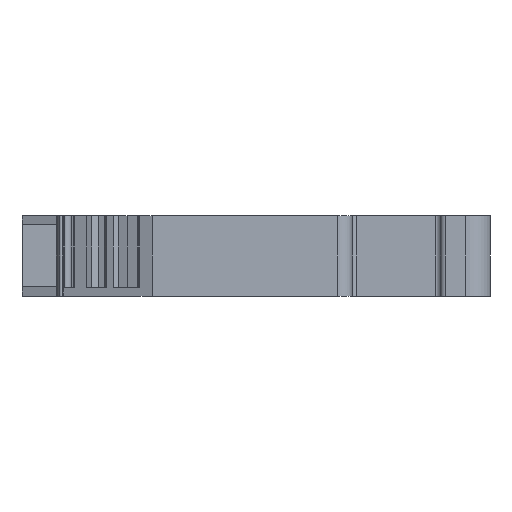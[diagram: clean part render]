
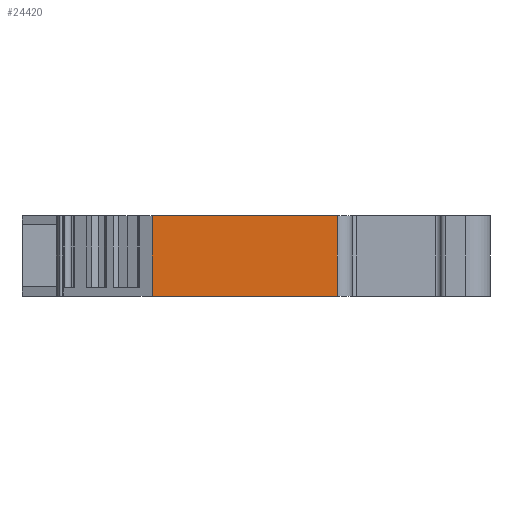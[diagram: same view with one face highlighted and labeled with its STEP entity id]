
A CAD part, left-side view. The second image highlights one B-rep face of the part: STEP entity #24420.
In plain terms, the highlighted planar face has unit normal (-1, 0, 0).
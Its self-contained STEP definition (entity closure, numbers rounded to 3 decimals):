
#7860=CARTESIAN_POINT('',(-48.6,8.5,0.));
#7870=VERTEX_POINT('',#7860);
#7900=CARTESIAN_POINT('',(-48.6,0.,0.));
#7910=DIRECTION('',(0.,-1.,0.));
#7920=VECTOR('',#7910,1.);
#7930=LINE('',#7900,#7920);
#7940=CARTESIAN_POINT('',(-48.6,27.296,0.));
#7950=VERTEX_POINT('',#7940);
#7960=EDGE_CURVE('',#7950,#7870,#7930,.T.);
#13890=CARTESIAN_POINT('',(-48.6,27.296,
-8.2));
#13900=VERTEX_POINT('',#13890);
#13930=CARTESIAN_POINT('',(-48.6,0.,
-8.2));
#13940=DIRECTION('',(0.,1.,0.));
#13950=VECTOR('',#13940,1.);
#13960=LINE('',#13930,#13950);
#13970=CARTESIAN_POINT('',(-48.6,8.5,
-8.2));
#13980=VERTEX_POINT('',#13970);
#13990=EDGE_CURVE('',#13980,#13900,#13960,.T.);
#24150=CARTESIAN_POINT('',(-48.6,27.296,
0.));
#24160=DIRECTION('',(0.,-0.,-1.));
#24170=VECTOR('',#24160,1.);
#24180=LINE('',#24150,#24170);
#24190=EDGE_CURVE('',#7950,#13900,#24180,.T.);
#24260=CARTESIAN_POINT('',(-48.6,8.5,0.));
#24270=DIRECTION('',(1.,0.,0.));
#24280=DIRECTION('',(0.,-1.,0.));
#24290=AXIS2_PLACEMENT_3D('',#24260,#24270,#24280);
#24300=PLANE('',#24290);
#24310=ORIENTED_EDGE('',*,*,#7960,.F.);
#24320=CARTESIAN_POINT('',(-48.6,8.5,0.));
#24330=DIRECTION('',(0.,0.,-1.));
#24340=VECTOR('',#24330,1.);
#24350=LINE('',#24320,#24340);
#24360=EDGE_CURVE('',#7870,#13980,#24350,.T.);
#24370=ORIENTED_EDGE('',*,*,#24360,.F.);
#24380=ORIENTED_EDGE('',*,*,#13990,.F.);
#24390=ORIENTED_EDGE('',*,*,#24190,.T.);
#24400=EDGE_LOOP('',(#24390,#24380,#24370,#24310));
#24410=FACE_OUTER_BOUND('',#24400,.T.);
#24420=ADVANCED_FACE('',(#24410),#24300,.F.);
